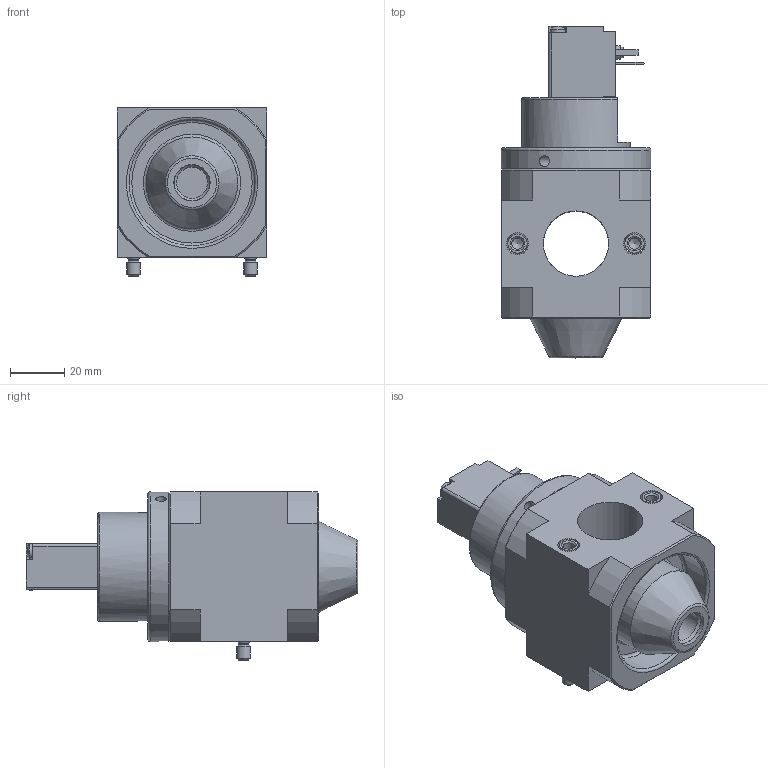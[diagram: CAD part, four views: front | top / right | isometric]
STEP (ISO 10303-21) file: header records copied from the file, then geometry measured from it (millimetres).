
FILE_DESCRIPTION(/* description */ ('STEP AP214'),/* implementation_level */ '2;1');
FILE_NAME(/* name */ '172961_HEE-D-MIDI-230',/* time_stamp */ '2024-08-29T03:48:09+02:00',/* author */ ('License CC BY-ND 4.0'),/* organization */ ('CADENAS'),/* preprocessor_version */ 'ST-DEVELOPER v19.3',/* originating_system */ 'PARTsolutions',/* authorisation */ ' ');
FILE_SCHEMA (('AUTOMOTIVE_DESIGN {1 0 10303 214 3 1 1}'));
Length unit declared in the file: millimetre
Products named in the file (4): 172961 HEE-D-MIDI-230; 746237 HEE-D-MDI-230; 351358 FRB-D-MIDI; 670825 HSEB-230V-D
Assembly tree (4 placements, depth 2):
  172961 HEE-D-MIDI-230
    746237 HEE-D-MDI-230
    351358 FRB-D-MIDI  x2
    670825 HSEB-230V-D
Bounding box: 55 x 122 x 61.8 mm (x, y, z)
Volume: 182789.4 mm3; surface area: 39405.3 mm2
Topology: 4 solids, 4 shells, 327 faces, 791 edges, 502 vertices
Faces by surface type: plane 193, cylinder 84, cone 30, torus 14, sphere 6
Full cylindrical faces by diameter (mm): 2.013 x1, 2.5 x1, 3.7 x2, 3.8 x1, 4 x2, 4.134 x2, 5 x3, 5.4 x1, 5.5 x2, 5.6 x2, 6 x3, 7 x2, 8 x4, 8.4 x4, 11.445 x1, 13.3 x1, 23.9 x1, 24 x1, 26.4 x1, 30.8 x1, 33.7 x1, 40 x1, 46.3 x1, 55 x1
Entity records: 10981 total; most frequent: CARTESIAN_POINT 1585, DIRECTION 1570, ORIENTED_EDGE 1360, EDGE_CURVE 680, AXIS2_PLACEMENT_3D 606, VERTEX_POINT 472, FACE_BOUND 420, EDGE_LOOP 418
